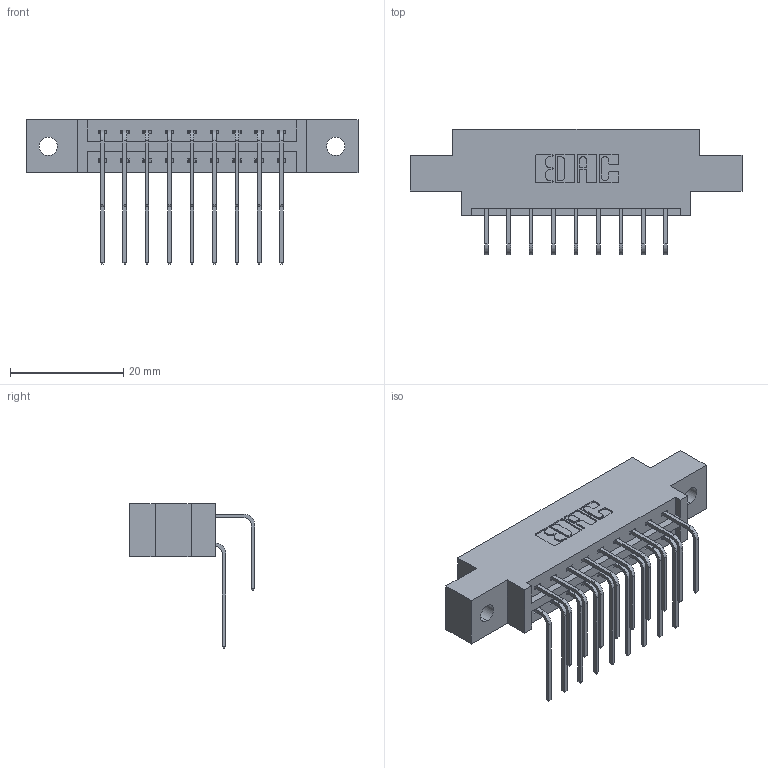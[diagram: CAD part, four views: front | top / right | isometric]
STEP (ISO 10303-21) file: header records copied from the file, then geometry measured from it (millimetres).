
FILE_DESCRIPTION (( 'STEP AP203' ), '1' );
FILE_NAME ('337-018-558-802.STEP', '2019-10-10T18:57:21', ( '' ), ( '' ), 'SwSTEP 2.0', 'SolidWorks 2016', '' );
FILE_SCHEMA (( 'CONFIG_CONTROL_DESIGN' ));
Length unit declared in the file: inch
Products named in the file (4): 337 Part_0.170 Offset - 0.128 Dia; 345-292-001_558 559 Tail - 1; 337-018-558-802; 345-292-001_558 Tail - 2
Assembly tree (19 placements, depth 2):
  337-018-558-802
    337 Part_0.170 Offset - 0.128 Dia
    345-292-001_558 559 Tail - 1  x9
    345-292-001_558 Tail - 2  x9
Bounding box: 58.67 x 22.17 x 25.53 mm (x, y, z)
Volume: 5693.9 mm3; surface area: 6472.9 mm2
Topology: 19 solids, 19 shells, 1126 faces, 3329 edges, 2194 vertices
Faces by surface type: plane 794, cylinder 332
Entity records: 13165 total; most frequent: CARTESIAN_POINT 2293, ORIENTED_EDGE 2178, DIRECTION 1993, EDGE_CURVE 1089, VECTOR 921, LINE 921, VERTEX_POINT 722, AXIS2_PLACEMENT_3D 536
